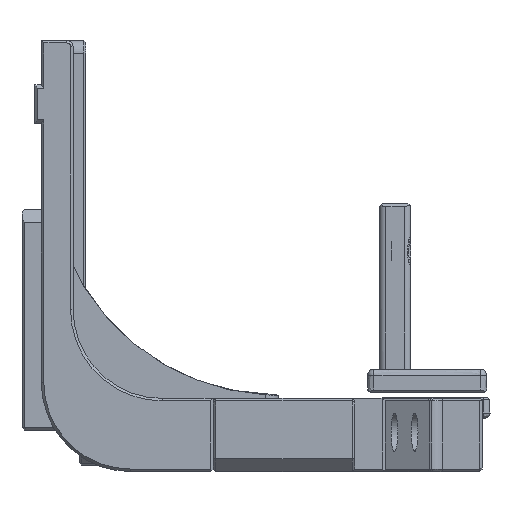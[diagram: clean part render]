
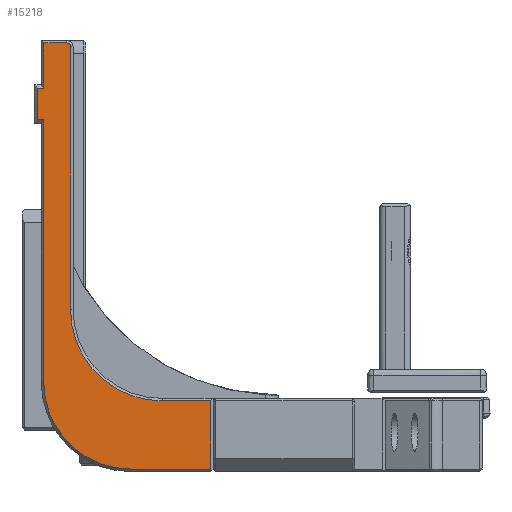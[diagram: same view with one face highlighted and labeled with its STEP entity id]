
A CAD part, left-side view. The second image highlights one B-rep face of the part: STEP entity #15218.
In plain terms, the highlighted planar face has unit normal (-1, 0, 0).
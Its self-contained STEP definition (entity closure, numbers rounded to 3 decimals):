
#974=PLANE('',#16456);
#1676=FACE_OUTER_BOUND('',#2599,.T.);
#2599=EDGE_LOOP('',(#12978,#12979,#12980,#12981,#12982,#12983,#12984,#12985,
#12986,#12987,#12988,#12989,#12990));
#3906=LINE('',#24301,#5425);
#3908=LINE('',#24305,#5427);
#3909=LINE('',#24314,#5428);
#3915=LINE('',#24326,#5434);
#3921=LINE('',#24339,#5440);
#3956=LINE('',#24420,#5475);
#3967=LINE('',#24447,#5486);
#3975=LINE('',#24474,#5494);
#3978=LINE('',#24483,#5497);
#4057=LINE('',#24646,#5576);
#5425=VECTOR('',#19407,10.);
#5427=VECTOR('',#19411,10.);
#5428=VECTOR('',#19422,10.);
#5434=VECTOR('',#19432,10.);
#5440=VECTOR('',#19440,10.);
#5475=VECTOR('',#19509,10.);
#5486=VECTOR('',#19538,10.);
#5494=VECTOR('',#19566,10.);
#5497=VECTOR('',#19577,10.);
#5576=VECTOR('',#19742,10.);
#6231=CIRCLE('',#16363,13.6);
#6242=CIRCLE('',#16408,14.4);
#6243=CIRCLE('',#16411,0.6);
#7264=VERTEX_POINT('',#24293);
#7265=VERTEX_POINT('',#24295);
#7266=VERTEX_POINT('',#24299);
#7267=VERTEX_POINT('',#24303);
#7270=VERTEX_POINT('',#24313);
#7274=VERTEX_POINT('',#24325);
#7279=VERTEX_POINT('',#24336);
#7280=VERTEX_POINT('',#24338);
#7309=VERTEX_POINT('',#24419);
#7322=VERTEX_POINT('',#24465);
#7323=VERTEX_POINT('',#24467);
#7324=VERTEX_POINT('',#24471);
#7326=VERTEX_POINT('',#24477);
#9126=EDGE_CURVE('',#7265,#7264,#6231,.T.);
#9128=EDGE_CURVE('',#7266,#7265,#3906,.T.);
#9130=EDGE_CURVE('',#7267,#7266,#3908,.T.);
#9133=EDGE_CURVE('',#7264,#7270,#3909,.T.);
#9139=EDGE_CURVE('',#7270,#7274,#3915,.T.);
#9145=EDGE_CURVE('',#7279,#7280,#3921,.T.);
#9185=EDGE_CURVE('',#7274,#7309,#3956,.T.);
#9200=EDGE_CURVE('',#7309,#7279,#3967,.T.);
#9212=EDGE_CURVE('',#7323,#7322,#6242,.T.);
#9214=EDGE_CURVE('',#7324,#7323,#3975,.T.);
#9217=EDGE_CURVE('',#7326,#7324,#6243,.T.);
#9219=EDGE_CURVE('',#7280,#7326,#3978,.T.);
#9299=EDGE_CURVE('',#7322,#7267,#4057,.T.);
#12978=ORIENTED_EDGE('',*,*,#9128,.F.);
#12979=ORIENTED_EDGE('',*,*,#9130,.F.);
#12980=ORIENTED_EDGE('',*,*,#9299,.F.);
#12981=ORIENTED_EDGE('',*,*,#9212,.F.);
#12982=ORIENTED_EDGE('',*,*,#9214,.F.);
#12983=ORIENTED_EDGE('',*,*,#9217,.F.);
#12984=ORIENTED_EDGE('',*,*,#9219,.F.);
#12985=ORIENTED_EDGE('',*,*,#9145,.F.);
#12986=ORIENTED_EDGE('',*,*,#9200,.F.);
#12987=ORIENTED_EDGE('',*,*,#9185,.F.);
#12988=ORIENTED_EDGE('',*,*,#9139,.F.);
#12989=ORIENTED_EDGE('',*,*,#9133,.F.);
#12990=ORIENTED_EDGE('',*,*,#9126,.F.);
#15218=ADVANCED_FACE('',(#1676),#974,.T.);
#16363=AXIS2_PLACEMENT_3D('',#24297,#19402,#19403);
#16408=AXIS2_PLACEMENT_3D('',#24469,#19561,#19562);
#16411=AXIS2_PLACEMENT_3D('',#24480,#19571,#19572);
#16456=AXIS2_PLACEMENT_3D('',#24645,#19740,#19741);
#19402=DIRECTION('center_axis',(1.,0.,0.));
#19403=DIRECTION('ref_axis',(0.,0.707,-0.707));
#19407=DIRECTION('',(0.,1.,0.));
#19411=DIRECTION('',(0.,0.,-1.));
#19422=DIRECTION('',(0.,0.,1.));
#19432=DIRECTION('',(0.,1.,0.));
#19440=DIRECTION('',(0.,0.,1.));
#19509=DIRECTION('',(0.,0.,1.));
#19538=DIRECTION('',(0.,-1.,0.));
#19561=DIRECTION('center_axis',(-1.,0.,0.));
#19562=DIRECTION('ref_axis',(0.,0.707,-0.707));
#19566=DIRECTION('',(0.,0.,-1.));
#19571=DIRECTION('center_axis',(1.,0.,0.));
#19572=DIRECTION('ref_axis',(0.,-0.707,0.707));
#19577=DIRECTION('',(0.,-1.,0.));
#19740=DIRECTION('center_axis',(-1.,0.,0.));
#19741=DIRECTION('ref_axis',(0.,0.,
1.));
#19742=DIRECTION('',(0.,-1.,0.));
#24293=CARTESIAN_POINT('',(110.5,349.606,5.));
#24295=CARTESIAN_POINT('',(110.5,336.006,-8.6));
#24297=CARTESIAN_POINT('Origin',(110.5,336.006,5.));
#24299=CARTESIAN_POINT('',(110.5,323.407,-8.6));
#24301=CARTESIAN_POINT('',(110.5,313.703,-8.6));
#24303=CARTESIAN_POINT('',(110.5,323.407,2.1));
#24305=CARTESIAN_POINT('',(110.5,323.407,25.222));
#24313=CARTESIAN_POINT('',(110.5,349.606,46.223));
#24314=CARTESIAN_POINT('',(110.5,349.606,38.522));
#24325=CARTESIAN_POINT('',(110.5,350.606,46.223));
#24326=CARTESIAN_POINT('',(110.5,337.331,46.223));
#24336=CARTESIAN_POINT('',(110.5,349.606,51.223));
#24338=CARTESIAN_POINT('',(110.5,349.606,58.323));
#24339=CARTESIAN_POINT('',(110.5,349.606,39.522));
#24419=CARTESIAN_POINT('',(110.5,350.606,51.223));
#24420=CARTESIAN_POINT('',(110.5,350.606,31.146));
#24447=CARTESIAN_POINT('',(110.5,337.331,51.223));
#24465=CARTESIAN_POINT('',(110.5,331.006,2.1));
#24467=CARTESIAN_POINT('',(110.5,345.406,16.5));
#24469=CARTESIAN_POINT('Origin',(110.5,331.006,16.5));
#24471=CARTESIAN_POINT('',(110.5,345.406,57.723));
#24474=CARTESIAN_POINT('',(110.5,345.406,31.653));
#24477=CARTESIAN_POINT('',(110.5,346.006,58.323));
#24480=CARTESIAN_POINT('Origin',(110.5,346.006,57.723));
#24483=CARTESIAN_POINT('',(110.5,334.031,58.323));
#24645=CARTESIAN_POINT('Origin',(110.5,322.656,25.583));
#24646=CARTESIAN_POINT('',(110.5,309.471,2.1));
